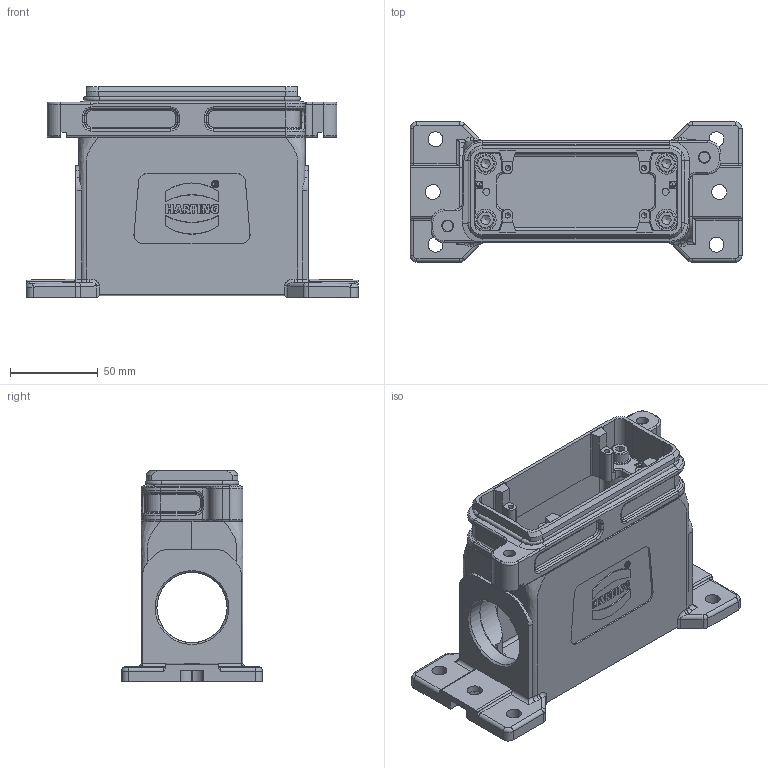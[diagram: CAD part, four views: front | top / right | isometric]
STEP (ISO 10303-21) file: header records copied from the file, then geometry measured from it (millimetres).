
FILE_DESCRIPTION(/* description */ (''),/* implementation_level */ '2;1');
FILE_NAME(/* name */ '100176582ugm000_c.stp',/* time_stamp */ '2017-11-06T09:05:07+01:00',/* author */ (''),/* organization */ (''),/* preprocessor_version */ 'ST-DEVELOPER v16',/* originating_system */ 'SIEMENS PLM Software NX 10.0',/* authorisation */ '');
FILE_SCHEMA (('AUTOMOTIVE_DESIGN { 1 0 10303 214 3 1 1 1 }'));
Length unit declared in the file: millimetre
Products named in the file (1): 100176582ugm000_c
Bounding box: 189 x 80 x 119.9 mm (x, y, z)
Volume: 368851.2 mm3; surface area: 114847.9 mm2
Topology: 1 solids, 1 shells, 988 faces, 2603 edges, 1655 vertices
Faces by surface type: plane 506, cylinder 274, bspline 99, cone 60, torus 49
Full cylindrical faces by diameter (mm): 3 x4, 3.412 x2, 3.5 x2, 4 x2, 6 x2, 6.7 x2, 10 x4, 12 x4, 40 x2
Entity records: 35213 total; most frequent: CARTESIAN_POINT 10158, ORIENTED_EDGE 4944, DIRECTION 4696, EDGE_CURVE 2472, AXIS2_PLACEMENT_3D 1596, VERTEX_POINT 1580, LINE 1504, VECTOR 1504
